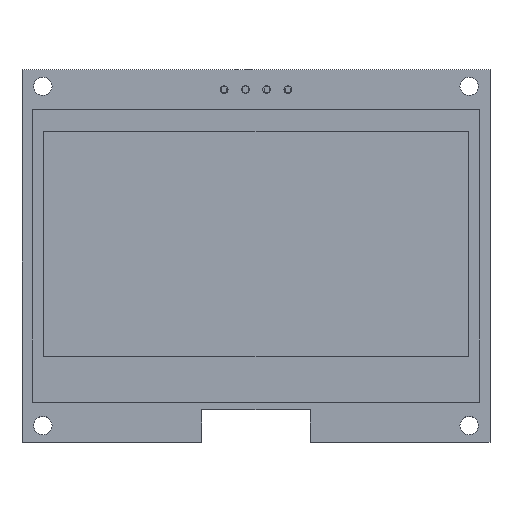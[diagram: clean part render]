
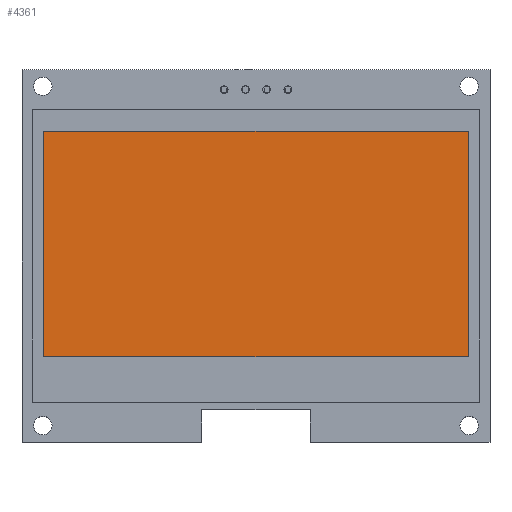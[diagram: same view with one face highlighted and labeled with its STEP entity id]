
A CAD part, top view. The second image highlights one B-rep face of the part: STEP entity #4361.
In plain terms, the highlighted planar face has unit normal (0, 0, 1).
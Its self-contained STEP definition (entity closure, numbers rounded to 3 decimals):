
#4052 = VERTEX_POINT('',#4053);
#4053 = CARTESIAN_POINT('',(-25.4,-12.1,10.6));
#4062 = PLANE('',#4063);
#4063 = AXIS2_PLACEMENT_3D('',#4064,#4065,#4066);
#4064 = CARTESIAN_POINT('',(-25.4,-12.1,10.6));
#4065 = DIRECTION('',(1.,0.,0.));
#4066 = DIRECTION('',(-0.,1.,0.));
#4074 = PLANE('',#4075);
#4075 = AXIS2_PLACEMENT_3D('',#4076,#4077,#4078);
#4076 = CARTESIAN_POINT('',(25.4,-12.1,10.6));
#4077 = DIRECTION('',(0.,1.,0.));
#4078 = DIRECTION('',(-1.,0.,0.));
#4115 = VERTEX_POINT('',#4116);
#4116 = CARTESIAN_POINT('',(-25.4,14.9,10.6));
#4130 = PLANE('',#4131);
#4131 = AXIS2_PLACEMENT_3D('',#4132,#4133,#4134);
#4132 = CARTESIAN_POINT('',(-25.4,14.9,10.6));
#4133 = DIRECTION('',(0.,-1.,0.));
#4134 = DIRECTION('',(1.,0.,0.));
#4142 = EDGE_CURVE('',#4052,#4115,#4143,.T.);
#4143 = SURFACE_CURVE('',#4144,(#4148,#4155),.PCURVE_S1.);
#4144 = LINE('',#4145,#4146);
#4145 = CARTESIAN_POINT('',(-25.4,-12.1,10.6));
#4146 = VECTOR('',#4147,1.);
#4147 = DIRECTION('',(0.,1.,0.));
#4148 = PCURVE('',#4062,#4149);
#4149 = DEFINITIONAL_REPRESENTATION('',(#4150),#4154);
#4150 = LINE('',#4151,#4152);
#4151 = CARTESIAN_POINT('',(0.,0.));
#4152 = VECTOR('',#4153,1.);
#4153 = DIRECTION('',(1.,0.));
#4154 = ( GEOMETRIC_REPRESENTATION_CONTEXT(2) 
PARAMETRIC_REPRESENTATION_CONTEXT() REPRESENTATION_CONTEXT('2D SPACE',''
  ) );
#4155 = PCURVE('',#4156,#4161);
#4156 = PLANE('',#4157);
#4157 = AXIS2_PLACEMENT_3D('',#4158,#4159,#4160);
#4158 = CARTESIAN_POINT('',(0.,1.4,10.6));
#4159 = DIRECTION('',(0.,0.,1.));
#4160 = DIRECTION('',(1.,0.,0.));
#4161 = DEFINITIONAL_REPRESENTATION('',(#4162),#4166);
#4162 = LINE('',#4163,#4164);
#4163 = CARTESIAN_POINT('',(-25.4,-13.5));
#4164 = VECTOR('',#4165,1.);
#4165 = DIRECTION('',(0.,1.));
#4166 = ( GEOMETRIC_REPRESENTATION_CONTEXT(2) 
PARAMETRIC_REPRESENTATION_CONTEXT() REPRESENTATION_CONTEXT('2D SPACE',''
  ) );
#4196 = VERTEX_POINT('',#4197);
#4197 = CARTESIAN_POINT('',(25.4,14.9,10.6));
#4211 = PLANE('',#4212);
#4212 = AXIS2_PLACEMENT_3D('',#4213,#4214,#4215);
#4213 = CARTESIAN_POINT('',(25.4,14.9,10.6));
#4214 = DIRECTION('',(-1.,0.,0.));
#4215 = DIRECTION('',(0.,-1.,0.));
#4223 = EDGE_CURVE('',#4115,#4196,#4224,.T.);
#4224 = SURFACE_CURVE('',#4225,(#4229,#4236),.PCURVE_S1.);
#4225 = LINE('',#4226,#4227);
#4226 = CARTESIAN_POINT('',(-25.4,14.9,10.6));
#4227 = VECTOR('',#4228,1.);
#4228 = DIRECTION('',(1.,0.,0.));
#4229 = PCURVE('',#4130,#4230);
#4230 = DEFINITIONAL_REPRESENTATION('',(#4231),#4235);
#4231 = LINE('',#4232,#4233);
#4232 = CARTESIAN_POINT('',(0.,0.));
#4233 = VECTOR('',#4234,1.);
#4234 = DIRECTION('',(1.,0.));
#4235 = ( GEOMETRIC_REPRESENTATION_CONTEXT(2) 
PARAMETRIC_REPRESENTATION_CONTEXT() REPRESENTATION_CONTEXT('2D SPACE',''
  ) );
#4236 = PCURVE('',#4156,#4237);
#4237 = DEFINITIONAL_REPRESENTATION('',(#4238),#4242);
#4238 = LINE('',#4239,#4240);
#4239 = CARTESIAN_POINT('',(-25.4,13.5));
#4240 = VECTOR('',#4241,1.);
#4241 = DIRECTION('',(1.,0.));
#4242 = ( GEOMETRIC_REPRESENTATION_CONTEXT(2) 
PARAMETRIC_REPRESENTATION_CONTEXT() REPRESENTATION_CONTEXT('2D SPACE',''
  ) );
#4272 = VERTEX_POINT('',#4273);
#4273 = CARTESIAN_POINT('',(25.4,-12.1,10.6));
#4294 = EDGE_CURVE('',#4196,#4272,#4295,.T.);
#4295 = SURFACE_CURVE('',#4296,(#4300,#4307),.PCURVE_S1.);
#4296 = LINE('',#4297,#4298);
#4297 = CARTESIAN_POINT('',(25.4,14.9,10.6));
#4298 = VECTOR('',#4299,1.);
#4299 = DIRECTION('',(0.,-1.,0.));
#4300 = PCURVE('',#4211,#4301);
#4301 = DEFINITIONAL_REPRESENTATION('',(#4302),#4306);
#4302 = LINE('',#4303,#4304);
#4303 = CARTESIAN_POINT('',(0.,0.));
#4304 = VECTOR('',#4305,1.);
#4305 = DIRECTION('',(1.,0.));
#4306 = ( GEOMETRIC_REPRESENTATION_CONTEXT(2) 
PARAMETRIC_REPRESENTATION_CONTEXT() REPRESENTATION_CONTEXT('2D SPACE',''
  ) );
#4307 = PCURVE('',#4156,#4308);
#4308 = DEFINITIONAL_REPRESENTATION('',(#4309),#4313);
#4309 = LINE('',#4310,#4311);
#4310 = CARTESIAN_POINT('',(25.4,13.5));
#4311 = VECTOR('',#4312,1.);
#4312 = DIRECTION('',(0.,-1.));
#4313 = ( GEOMETRIC_REPRESENTATION_CONTEXT(2) 
PARAMETRIC_REPRESENTATION_CONTEXT() REPRESENTATION_CONTEXT('2D SPACE',''
  ) );
#4341 = EDGE_CURVE('',#4272,#4052,#4342,.T.);
#4342 = SURFACE_CURVE('',#4343,(#4347,#4354),.PCURVE_S1.);
#4343 = LINE('',#4344,#4345);
#4344 = CARTESIAN_POINT('',(25.4,-12.1,10.6));
#4345 = VECTOR('',#4346,1.);
#4346 = DIRECTION('',(-1.,0.,0.));
#4347 = PCURVE('',#4074,#4348);
#4348 = DEFINITIONAL_REPRESENTATION('',(#4349),#4353);
#4349 = LINE('',#4350,#4351);
#4350 = CARTESIAN_POINT('',(0.,0.));
#4351 = VECTOR('',#4352,1.);
#4352 = DIRECTION('',(1.,0.));
#4353 = ( GEOMETRIC_REPRESENTATION_CONTEXT(2) 
PARAMETRIC_REPRESENTATION_CONTEXT() REPRESENTATION_CONTEXT('2D SPACE',''
  ) );
#4354 = PCURVE('',#4156,#4355);
#4355 = DEFINITIONAL_REPRESENTATION('',(#4356),#4360);
#4356 = LINE('',#4357,#4358);
#4357 = CARTESIAN_POINT('',(25.4,-13.5));
#4358 = VECTOR('',#4359,1.);
#4359 = DIRECTION('',(-1.,0.));
#4360 = ( GEOMETRIC_REPRESENTATION_CONTEXT(2) 
PARAMETRIC_REPRESENTATION_CONTEXT() REPRESENTATION_CONTEXT('2D SPACE',''
  ) );
#4361 = ADVANCED_FACE('',(#4362),#4156,.T.);
#4362 = FACE_BOUND('',#4363,.F.);
#4363 = EDGE_LOOP('',(#4364,#4365,#4366,#4367));
#4364 = ORIENTED_EDGE('',*,*,#4142,.T.);
#4365 = ORIENTED_EDGE('',*,*,#4223,.T.);
#4366 = ORIENTED_EDGE('',*,*,#4294,.T.);
#4367 = ORIENTED_EDGE('',*,*,#4341,.T.);
